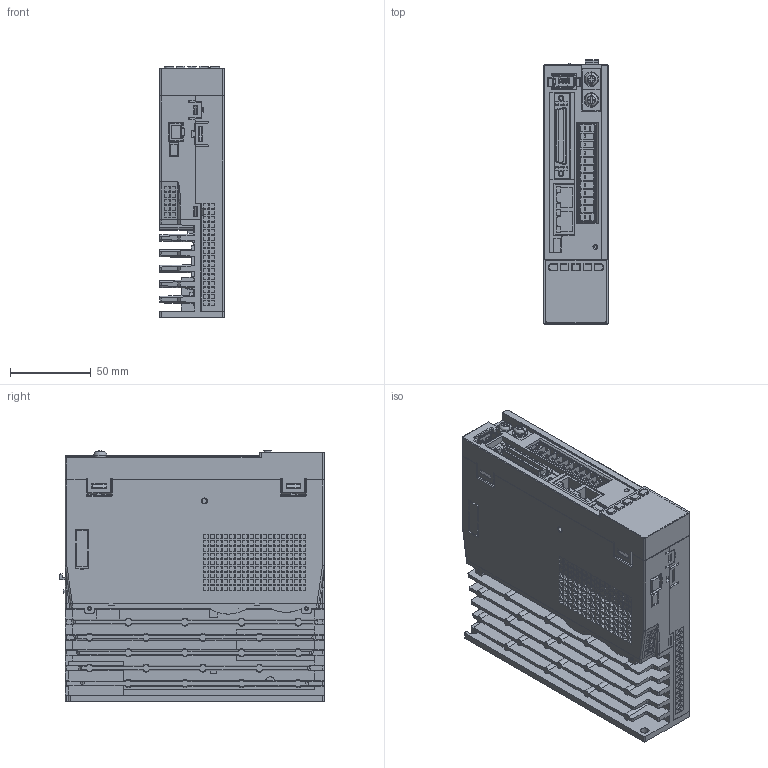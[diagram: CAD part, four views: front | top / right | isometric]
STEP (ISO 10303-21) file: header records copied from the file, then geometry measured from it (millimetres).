
FILE_DESCRIPTION((''),'2;1');
FILE_NAME('REP0002_SW0001','2021-09-03T',('Administrator'),(''),'PRO/ENGINEER BY PARAMETRIC TECHNOLOGY CORPORATION, 2010280','PRO/ENGINEER BY PARAMETRIC TECHNOLOGY CORPORATION, 2010280','');
FILE_SCHEMA(('CONFIG_CONTROL_DESIGN'));
Products named in the file (1): REP0002_SW0001
Bounding box: 40 x 163.3 x 155.3 mm (x, y, z)
Volume: 732474.4 mm3; surface area: 204662.4 mm2
Topology: 2 solids, 11 shells, 3481 faces, 9808 edges, 6481 vertices
Faces by surface type: plane 2831, cylinder 499, cone 97, bspline 26, torus 14, sphere 10, extrusion 4
Entity records: 119272 total; most frequent: CARTESIAN_POINT 28369, ORIENTED_EDGE 19596, DIRECTION 17362, EDGE_CURVE 9798, VECTOR 8326, LINE 8322, VERTEX_POINT 6481, AXIS2_PLACEMENT_3D 4518
